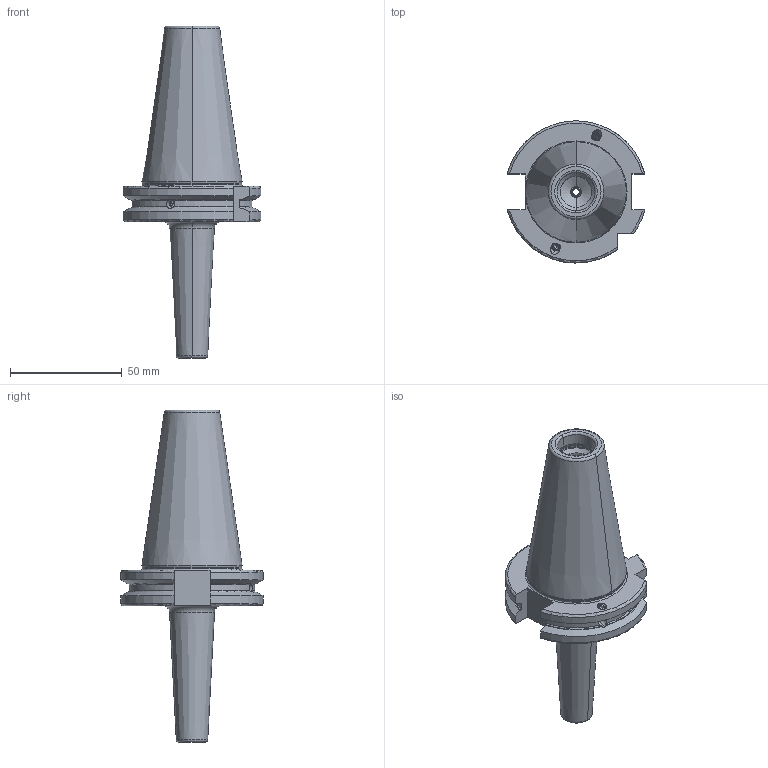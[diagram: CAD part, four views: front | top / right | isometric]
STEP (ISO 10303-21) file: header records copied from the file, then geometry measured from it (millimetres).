
FILE_DESCRIPTION((''),'2;1');
FILE_NAME('403_72_08','2020-06-11T',('104091'),(''),'CREO PARAMETRIC BY PTC INC, 2015290','CREO PARAMETRIC BY PTC INC, 2015290','');
FILE_SCHEMA(('CONFIG_CONTROL_DESIGN'));
Length unit declared in the file: millimetre
Products named in the file (1): 403_72_08
Bounding box: 61.48 x 63.54 x 148.4 mm (x, y, z)
Volume: 111242.2 mm3; surface area: 25305.3 mm2
Topology: 1 solids, 1 shells, 179 faces, 450 edges, 287 vertices
Faces by surface type: plane 52, cylinder 47, cone 46, torus 34
Entity records: 5947 total; most frequent: CARTESIAN_POINT 1646, DIRECTION 902, ORIENTED_EDGE 884, EDGE_CURVE 442, AXIS2_PLACEMENT_3D 357, VERTEX_POINT 275, EDGE_LOOP 195, VECTOR 188
